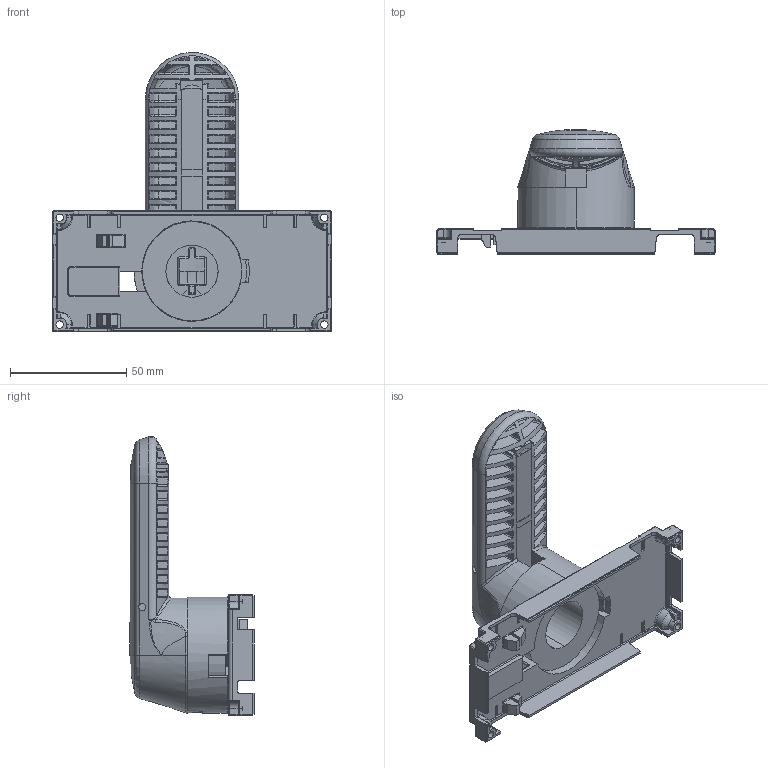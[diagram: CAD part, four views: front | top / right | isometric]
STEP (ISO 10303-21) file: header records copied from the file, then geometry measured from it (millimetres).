
FILE_DESCRIPTION((''),'2;1');
FILE_NAME('OTV400EK_SW0004','2022-03-16T13:04:01',('FIJOKON'),(''),'CREO PARAMETRIC BY PTC INC, 2020184','CREO PARAMETRIC BY PTC INC, 2020184','');
FILE_SCHEMA(('AUTOMOTIVE_DESIGN { 1 0 10303 214 1 1 1 1 }'));
Products named in the file (1): OTV400EK_SW0004
Bounding box: 120 x 53.5 x 120.18 mm (x, y, z)
Volume: 95386.7 mm3; surface area: 45058.8 mm2
Topology: 1 solids, 1 shells, 1008 faces, 2618 edges, 1542 vertices
Faces by surface type: plane 358, cylinder 320, torus 122, bspline 118, sphere 66, cone 24
Entity records: 52196 total; most frequent: CARTESIAN_POINT 21001, ORIENTED_EDGE 5098, DIRECTION 4741, EDGE_CURVE 2549, AXIS2_PLACEMENT_3D 1750, VERTEX_POINT 1542, VECTOR 1238, LINE 1238
